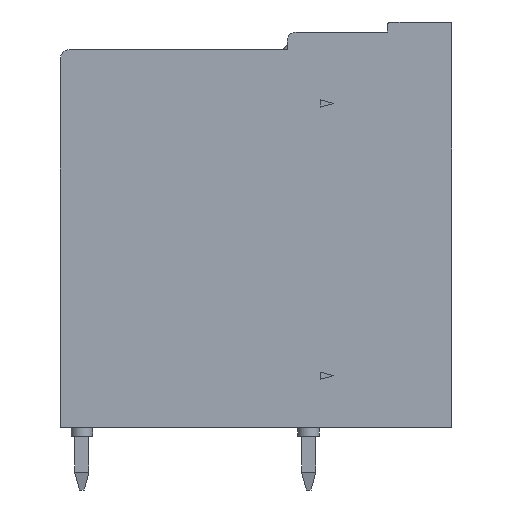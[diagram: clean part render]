
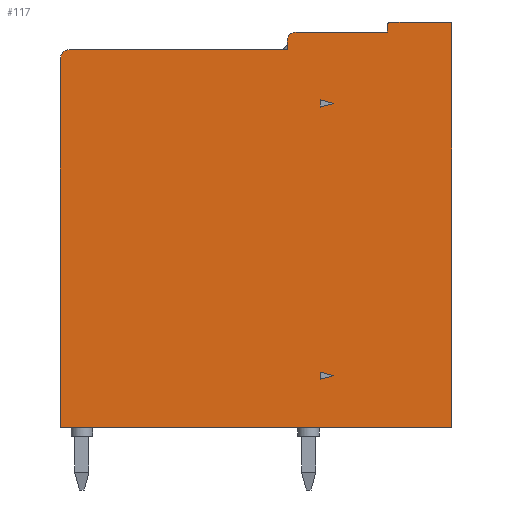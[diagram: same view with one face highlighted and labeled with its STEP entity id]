
A CAD part, left-side view. The second image highlights one B-rep face of the part: STEP entity #117.
In plain terms, the highlighted face is planar.
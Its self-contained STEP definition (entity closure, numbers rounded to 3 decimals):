
#32=FACE_BOUND($,#1790,.T.);
#33=FACE_BOUND($,#1791,.T.);
#117=ADVANCED_FACE($,(#953,#32,#33),#10337,.T.);
#953=FACE_OUTER_BOUND($,#1789,.T.);
#1789=EDGE_LOOP($,(#2719,#2720,#2721,#2722,#2723,#2724,#2725,#2726,#2727,
#2728,#2729,#2730));
#1790=EDGE_LOOP($,(#2731,#2732,#2733));
#1791=EDGE_LOOP($,(#2734,#2735,#2736));
#2719=ORIENTED_EDGE($,*,*,#6829,.T.);
#2720=ORIENTED_EDGE($,*,*,#6830,.T.);
#2721=ORIENTED_EDGE($,*,*,#6831,.T.);
#2722=ORIENTED_EDGE($,*,*,#6832,.T.);
#2723=ORIENTED_EDGE($,*,*,#6833,.T.);
#2724=ORIENTED_EDGE($,*,*,#6834,.T.);
#2725=ORIENTED_EDGE($,*,*,#6835,.T.);
#2726=ORIENTED_EDGE($,*,*,#6836,.T.);
#2727=ORIENTED_EDGE($,*,*,#6837,.T.);
#2728=ORIENTED_EDGE($,*,*,#6838,.T.);
#2729=ORIENTED_EDGE($,*,*,#6839,.T.);
#2730=ORIENTED_EDGE($,*,*,#6840,.T.);
#2731=ORIENTED_EDGE($,*,*,#6843,.T.);
#2732=ORIENTED_EDGE($,*,*,#6841,.T.);
#2733=ORIENTED_EDGE($,*,*,#6842,.T.);
#2734=ORIENTED_EDGE($,*,*,#6846,.T.);
#2735=ORIENTED_EDGE($,*,*,#6844,.T.);
#2736=ORIENTED_EDGE($,*,*,#6845,.T.);
#6829=EDGE_CURVE($,#8884,#8885,#11393,.T.);
#6830=EDGE_CURVE($,#8885,#8886,#11006,.T.);
#6831=EDGE_CURVE($,#8886,#8887,#11394,.T.);
#6832=EDGE_CURVE($,#8887,#8888,#11395,.T.);
#6833=EDGE_CURVE($,#8888,#8889,#11007,.T.);
#6834=EDGE_CURVE($,#8889,#8890,#11396,.T.);
#6835=EDGE_CURVE($,#8890,#8891,#11397,.T.);
#6836=EDGE_CURVE($,#8891,#8892,#11398,.T.);
#6837=EDGE_CURVE($,#8892,#8893,#11008,.T.);
#6838=EDGE_CURVE($,#8893,#8894,#11399,.T.);
#6839=EDGE_CURVE($,#8894,#8895,#11009,.T.);
#6840=EDGE_CURVE($,#8895,#8884,#11400,.T.);
#6841=EDGE_CURVE($,#8896,#8897,#11401,.T.);
#6842=EDGE_CURVE($,#8897,#8898,#11402,.T.);
#6843=EDGE_CURVE($,#8898,#8896,#11403,.T.);
#6844=EDGE_CURVE($,#8899,#8900,#11404,.T.);
#6845=EDGE_CURVE($,#8900,#8901,#11405,.T.);
#6846=EDGE_CURVE($,#8901,#8899,#11406,.T.);
#8884=VERTEX_POINT($,#21392);
#8885=VERTEX_POINT($,#21393);
#8886=VERTEX_POINT($,#21394);
#8887=VERTEX_POINT($,#21395);
#8888=VERTEX_POINT($,#21396);
#8889=VERTEX_POINT($,#21397);
#8890=VERTEX_POINT($,#21398);
#8891=VERTEX_POINT($,#21399);
#8892=VERTEX_POINT($,#21400);
#8893=VERTEX_POINT($,#21401);
#8894=VERTEX_POINT($,#21402);
#8895=VERTEX_POINT($,#21403);
#8896=VERTEX_POINT($,#21404);
#8897=VERTEX_POINT($,#21405);
#8898=VERTEX_POINT($,#21406);
#8899=VERTEX_POINT($,#21407);
#8900=VERTEX_POINT($,#21408);
#8901=VERTEX_POINT($,#21409);
#10337=PLANE($,#13125);
#11006=(
BOUNDED_CURVE()
B_SPLINE_CURVE(2,(#14543,#14544,#14545),.UNSPECIFIED.,.F.,.F.)
B_SPLINE_CURVE_WITH_KNOTS((3,3),(-0.785,0.),.UNSPECIFIED.)
CURVE()
GEOMETRIC_REPRESENTATION_ITEM()
RATIONAL_B_SPLINE_CURVE((1.,0.707,1.))
REPRESENTATION_ITEM($)
);
#11007=(
BOUNDED_CURVE()
B_SPLINE_CURVE(2,(#14550,#14551,#14552),.UNSPECIFIED.,.F.,.F.)
B_SPLINE_CURVE_WITH_KNOTS((3,3),(0.,0.785),.UNSPECIFIED.)
CURVE()
GEOMETRIC_REPRESENTATION_ITEM()
RATIONAL_B_SPLINE_CURVE((1.,0.707,1.))
REPRESENTATION_ITEM($)
);
#11008=(
BOUNDED_CURVE()
B_SPLINE_CURVE(2,(#14559,#14560,#14561),.UNSPECIFIED.,.F.,.F.)
B_SPLINE_CURVE_WITH_KNOTS((3,3),(0.,0.157),.UNSPECIFIED.)
CURVE()
GEOMETRIC_REPRESENTATION_ITEM()
RATIONAL_B_SPLINE_CURVE((1.,0.707,1.))
REPRESENTATION_ITEM($)
);
#11009=(
BOUNDED_CURVE()
B_SPLINE_CURVE(2,(#14564,#14565,#14566),.UNSPECIFIED.,.F.,.F.)
B_SPLINE_CURVE_WITH_KNOTS((3,3),(0.,0.314),.UNSPECIFIED.)
CURVE()
GEOMETRIC_REPRESENTATION_ITEM()
RATIONAL_B_SPLINE_CURVE((1.,0.707,1.))
REPRESENTATION_ITEM($)
);
#11393=B_SPLINE_CURVE_WITH_KNOTS($,1,(#14541,#14542),.UNSPECIFIED.,.F.,.F.,
(2,2),(-5.1,0.),.UNSPECIFIED.);
#11394=B_SPLINE_CURVE_WITH_KNOTS($,1,(#14546,#14547),.UNSPECIFIED.,.F.,.F.,
(2,2),(-0.5,0.),.UNSPECIFIED.);
#11395=B_SPLINE_CURVE_WITH_KNOTS($,1,(#14548,#14549),.UNSPECIFIED.,.F.,.F.,
(2,2),(-12.2,0.),.UNSPECIFIED.);
#11396=B_SPLINE_CURVE_WITH_KNOTS($,1,(#14553,#14554),.UNSPECIFIED.,.F.,.F.,
(2,2),(-20.64,0.),.UNSPECIFIED.);
#11397=B_SPLINE_CURVE_WITH_KNOTS($,1,(#14555,#14556),.UNSPECIFIED.,.F.,.F.,
(2,2),(-21.9,0.),.UNSPECIFIED.);
#11398=B_SPLINE_CURVE_WITH_KNOTS($,1,(#14557,#14558),.UNSPECIFIED.,.F.,.F.,
(2,2),(-22.6,0.),.UNSPECIFIED.);
#11399=B_SPLINE_CURVE_WITH_KNOTS($,1,(#14562,#14563),.UNSPECIFIED.,.F.,.F.,
(2,2),(-3.3,0.),.UNSPECIFIED.);
#11400=B_SPLINE_CURVE_WITH_KNOTS($,1,(#14567,#14568),.UNSPECIFIED.,.F.,.F.,
(2,2),(-0.36,0.),.UNSPECIFIED.);
#11401=B_SPLINE_CURVE_WITH_KNOTS($,1,(#14569,#14570),.UNSPECIFIED.,.F.,.F.,
(2,2),(0.,0.402),.UNSPECIFIED.);
#11402=B_SPLINE_CURVE_WITH_KNOTS($,1,(#14571,#14572),.UNSPECIFIED.,.F.,.F.,
(2,2),(0.,0.776),.UNSPECIFIED.);
#11403=B_SPLINE_CURVE_WITH_KNOTS($,1,(#14573,#14574),.UNSPECIFIED.,.F.,.F.,
(2,2),(0.,0.776),.UNSPECIFIED.);
#11404=B_SPLINE_CURVE_WITH_KNOTS($,1,(#14575,#14576),.UNSPECIFIED.,.F.,.F.,
(2,2),(0.,0.776),.UNSPECIFIED.);
#11405=B_SPLINE_CURVE_WITH_KNOTS($,1,(#14577,#14578),.UNSPECIFIED.,.F.,.F.,
(2,2),(0.,0.402),.UNSPECIFIED.);
#11406=B_SPLINE_CURVE_WITH_KNOTS($,1,(#14579,#14580),.UNSPECIFIED.,.F.,.F.,
(2,2),(0.,0.776),.UNSPECIFIED.);
#13125=AXIS2_PLACEMENT_3D($,#19498,#13805,$);
#13805=DIRECTION($,(0.,0.,1.));
#14541=CARTESIAN_POINT($,(-15.057,73.345,2.6));
#14542=CARTESIAN_POINT($,(-20.157,73.345,2.6));
#14543=CARTESIAN_POINT($,(-20.157,73.345,2.6));
#14544=CARTESIAN_POINT($,(-20.657,73.345,2.6));
#14545=CARTESIAN_POINT($,(-20.657,72.845,2.6));
#14546=CARTESIAN_POINT($,(-20.657,72.845,2.6));
#14547=CARTESIAN_POINT($,(-20.657,72.345,2.6));
#14548=CARTESIAN_POINT($,(-20.657,72.345,2.6));
#14549=CARTESIAN_POINT($,(-32.857,72.345,2.6));
#14550=CARTESIAN_POINT($,(-32.857,72.345,2.6));
#14551=CARTESIAN_POINT($,(-33.357,72.345,2.6));
#14552=CARTESIAN_POINT($,(-33.357,71.845,2.6));
#14553=CARTESIAN_POINT($,(-33.357,71.845,2.6));
#14554=CARTESIAN_POINT($,(-33.357,51.205,2.6));
#14555=CARTESIAN_POINT($,(-33.357,51.205,2.6));
#14556=CARTESIAN_POINT($,(-11.457,51.205,2.6));
#14557=CARTESIAN_POINT($,(-11.457,51.205,2.6));
#14558=CARTESIAN_POINT($,(-11.457,73.805,2.6));
#14559=CARTESIAN_POINT($,(-11.457,73.805,2.6));
#14560=CARTESIAN_POINT($,(-11.457,73.905,2.6));
#14561=CARTESIAN_POINT($,(-11.557,73.905,2.6));
#14562=CARTESIAN_POINT($,(-11.557,73.905,2.6));
#14563=CARTESIAN_POINT($,(-14.857,73.905,2.6));
#14564=CARTESIAN_POINT($,(-14.857,73.905,2.6));
#14565=CARTESIAN_POINT($,(-15.057,73.905,2.6));
#14566=CARTESIAN_POINT($,(-15.057,73.705,2.6));
#14567=CARTESIAN_POINT($,(-15.057,73.705,2.6));
#14568=CARTESIAN_POINT($,(-15.057,73.345,2.6));
#14569=CARTESIAN_POINT($,(-18.807,69.144,2.6));
#14570=CARTESIAN_POINT($,(-18.807,69.546,2.6));
#14571=CARTESIAN_POINT($,(-18.807,69.546,2.6));
#14572=CARTESIAN_POINT($,(-18.057,69.345,2.6));
#14573=CARTESIAN_POINT($,(-18.057,69.345,2.6));
#14574=CARTESIAN_POINT($,(-18.807,69.144,2.6));
#14575=CARTESIAN_POINT($,(-18.057,54.105,2.6));
#14576=CARTESIAN_POINT($,(-18.807,53.904,2.6));
#14577=CARTESIAN_POINT($,(-18.807,53.904,2.6));
#14578=CARTESIAN_POINT($,(-18.807,54.306,2.6));
#14579=CARTESIAN_POINT($,(-18.807,54.306,2.6));
#14580=CARTESIAN_POINT($,(-18.057,54.105,2.6));
#19498=CARTESIAN_POINT($,(-33.357,51.205,2.6));
#21392=CARTESIAN_POINT($,(-15.057,73.345,2.6));
#21393=CARTESIAN_POINT($,(-20.157,73.345,2.6));
#21394=CARTESIAN_POINT($,(-20.657,72.845,2.6));
#21395=CARTESIAN_POINT($,(-20.657,72.345,2.6));
#21396=CARTESIAN_POINT($,(-32.857,72.345,2.6));
#21397=CARTESIAN_POINT($,(-33.357,71.845,2.6));
#21398=CARTESIAN_POINT($,(-33.357,51.205,2.6));
#21399=CARTESIAN_POINT($,(-11.457,51.205,2.6));
#21400=CARTESIAN_POINT($,(-11.457,73.805,2.6));
#21401=CARTESIAN_POINT($,(-11.557,73.905,2.6));
#21402=CARTESIAN_POINT($,(-14.857,73.905,2.6));
#21403=CARTESIAN_POINT($,(-15.057,73.705,2.6));
#21404=CARTESIAN_POINT($,(-18.807,69.144,2.6));
#21405=CARTESIAN_POINT($,(-18.807,69.546,2.6));
#21406=CARTESIAN_POINT($,(-18.057,69.345,2.6));
#21407=CARTESIAN_POINT($,(-18.057,54.105,2.6));
#21408=CARTESIAN_POINT($,(-18.807,53.904,2.6));
#21409=CARTESIAN_POINT($,(-18.807,54.306,2.6));
